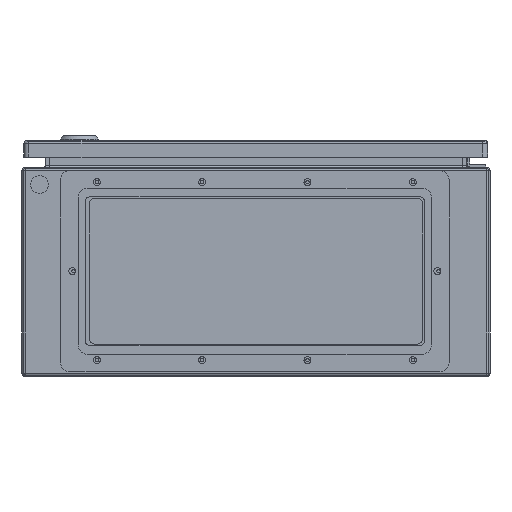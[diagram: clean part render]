
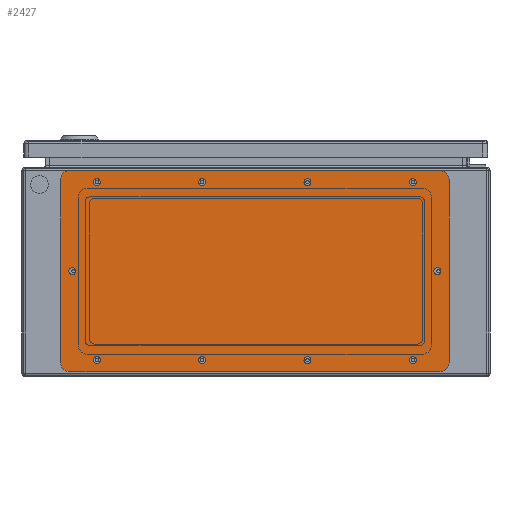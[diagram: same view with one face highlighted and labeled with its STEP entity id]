
A CAD part, front view. The second image highlights one B-rep face of the part: STEP entity #2427.
In plain terms, the highlighted face is planar.
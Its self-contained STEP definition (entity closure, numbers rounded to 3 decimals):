
#1571=FACE_BOUND('',#3590,.T.);
#1572=FACE_BOUND('',#3591,.T.);
#1573=FACE_BOUND('',#3592,.T.);
#1574=FACE_BOUND('',#3593,.T.);
#1575=FACE_BOUND('',#3594,.T.);
#1576=FACE_BOUND('',#3595,.T.);
#1577=FACE_BOUND('',#3596,.T.);
#1578=FACE_BOUND('',#3597,.T.);
#1579=FACE_BOUND('',#3598,.T.);
#1580=FACE_BOUND('',#3599,.T.);
#1581=FACE_BOUND('',#3600,.T.);
#2024=CIRCLE('',#9612,8.);
#2025=CIRCLE('',#9615,8.);
#2026=CIRCLE('',#9618,8.);
#2027=CIRCLE('',#9621,8.);
#2028=CIRCLE('',#9624,3.);
#2029=CIRCLE('',#9625,3.);
#2030=CIRCLE('',#9626,3.);
#2031=CIRCLE('',#9627,3.);
#2032=CIRCLE('',#9628,3.);
#2033=CIRCLE('',#9629,3.);
#2034=CIRCLE('',#9630,3.);
#2035=CIRCLE('',#9631,3.);
#2036=CIRCLE('',#9632,3.);
#2037=CIRCLE('',#9633,3.);
#2427=ADVANCED_FACE('',(#1571,#1572,#1573,#1574,#1575,#1576,#1577,#1578,
#1579,#1580,#1581),#2758,.T.);
#2758=PLANE('',#9634);
#3590=EDGE_LOOP('',(#4775));
#3591=EDGE_LOOP('',(#4776));
#3592=EDGE_LOOP('',(#4777));
#3593=EDGE_LOOP('',(#4778));
#3594=EDGE_LOOP('',(#4779));
#3595=EDGE_LOOP('',(#4780));
#3596=EDGE_LOOP('',(#4781));
#3597=EDGE_LOOP('',(#4782));
#3598=EDGE_LOOP('',(#4783));
#3599=EDGE_LOOP('',(#4784));
#3600=EDGE_LOOP('',(#4785,#4786,#4787,#4788,#4789,#4790,#4791,#4792));
#4775=ORIENTED_EDGE('',*,*,#7294,.F.);
#4776=ORIENTED_EDGE('',*,*,#7295,.F.);
#4777=ORIENTED_EDGE('',*,*,#7296,.F.);
#4778=ORIENTED_EDGE('',*,*,#7297,.F.);
#4779=ORIENTED_EDGE('',*,*,#7298,.F.);
#4780=ORIENTED_EDGE('',*,*,#7299,.F.);
#4781=ORIENTED_EDGE('',*,*,#7300,.F.);
#4782=ORIENTED_EDGE('',*,*,#7301,.F.);
#4783=ORIENTED_EDGE('',*,*,#7302,.F.);
#4784=ORIENTED_EDGE('',*,*,#7303,.F.);
#4785=ORIENTED_EDGE('',*,*,#7279,.T.);
#4786=ORIENTED_EDGE('',*,*,#7282,.T.);
#4787=ORIENTED_EDGE('',*,*,#7284,.T.);
#4788=ORIENTED_EDGE('',*,*,#7286,.T.);
#4789=ORIENTED_EDGE('',*,*,#7288,.T.);
#4790=ORIENTED_EDGE('',*,*,#7290,.T.);
#4791=ORIENTED_EDGE('',*,*,#7292,.T.);
#4792=ORIENTED_EDGE('',*,*,#7293,.T.);
#6405=VERTEX_POINT('',#13565);
#6406=VERTEX_POINT('',#13567);
#6407=VERTEX_POINT('',#13571);
#6408=VERTEX_POINT('',#13575);
#6409=VERTEX_POINT('',#13579);
#6410=VERTEX_POINT('',#13583);
#6411=VERTEX_POINT('',#13587);
#6412=VERTEX_POINT('',#13591);
#6413=VERTEX_POINT('',#13597);
#6414=VERTEX_POINT('',#13599);
#6415=VERTEX_POINT('',#13601);
#6416=VERTEX_POINT('',#13603);
#6417=VERTEX_POINT('',#13605);
#6418=VERTEX_POINT('',#13607);
#6419=VERTEX_POINT('',#13609);
#6420=VERTEX_POINT('',#13611);
#6421=VERTEX_POINT('',#13613);
#6422=VERTEX_POINT('',#13615);
#7279=EDGE_CURVE('',#6406,#6405,#2024,.T.);
#7282=EDGE_CURVE('',#6405,#6407,#8162,.T.);
#7284=EDGE_CURVE('',#6407,#6408,#2025,.T.);
#7286=EDGE_CURVE('',#6408,#6409,#8165,.T.);
#7288=EDGE_CURVE('',#6409,#6410,#2026,.T.);
#7290=EDGE_CURVE('',#6410,#6411,#8168,.T.);
#7292=EDGE_CURVE('',#6411,#6412,#2027,.T.);
#7293=EDGE_CURVE('',#6412,#6406,#8170,.T.);
#7294=EDGE_CURVE('',#6413,#6413,#2028,.T.);
#7295=EDGE_CURVE('',#6414,#6414,#2029,.T.);
#7296=EDGE_CURVE('',#6415,#6415,#2030,.T.);
#7297=EDGE_CURVE('',#6416,#6416,#2031,.T.);
#7298=EDGE_CURVE('',#6417,#6417,#2032,.T.);
#7299=EDGE_CURVE('',#6418,#6418,#2033,.T.);
#7300=EDGE_CURVE('',#6419,#6419,#2034,.T.);
#7301=EDGE_CURVE('',#6420,#6420,#2035,.T.);
#7302=EDGE_CURVE('',#6421,#6421,#2036,.T.);
#7303=EDGE_CURVE('',#6422,#6422,#2037,.T.);
#8162=LINE('',#13572,#8790);
#8165=LINE('',#13580,#8793);
#8168=LINE('',#13588,#8796);
#8170=LINE('',#13594,#8798);
#8790=VECTOR('',#11124,1.);
#8793=VECTOR('',#11133,1.);
#8796=VECTOR('',#11142,1.);
#8798=VECTOR('',#11150,1.);
#9612=AXIS2_PLACEMENT_3D('',#13566,#11118,#11119);
#9615=AXIS2_PLACEMENT_3D('',#13576,#11128,#11129);
#9618=AXIS2_PLACEMENT_3D('',#13584,#11137,#11138);
#9621=AXIS2_PLACEMENT_3D('',#13592,#11146,#11147);
#9624=AXIS2_PLACEMENT_3D('',#13596,#11153,#11154);
#9625=AXIS2_PLACEMENT_3D('',#13598,#11155,#11156);
#9626=AXIS2_PLACEMENT_3D('',#13600,#11157,#11158);
#9627=AXIS2_PLACEMENT_3D('',#13602,#11159,#11160);
#9628=AXIS2_PLACEMENT_3D('',#13604,#11161,#11162);
#9629=AXIS2_PLACEMENT_3D('',#13606,#11163,#11164);
#9630=AXIS2_PLACEMENT_3D('',#13608,#11165,#11166);
#9631=AXIS2_PLACEMENT_3D('',#13610,#11167,#11168);
#9632=AXIS2_PLACEMENT_3D('',#13612,#11169,#11170);
#9633=AXIS2_PLACEMENT_3D('',#13614,#11171,#11172);
#9634=AXIS2_PLACEMENT_3D('',#13616,#11173,#11174);
#11118=DIRECTION('',(0.,0.,-1.));
#11119=DIRECTION('',(1.,0.,0.));
#11124=DIRECTION('',(1.,0.,0.));
#11128=DIRECTION('',(0.,0.,-1.));
#11129=DIRECTION('',(1.,0.,0.));
#11133=DIRECTION('',(0.,-1.,0.));
#11137=DIRECTION('',(0.,0.,-1.));
#11138=DIRECTION('',(1.,0.,0.));
#11142=DIRECTION('',(-1.,0.,0.));
#11146=DIRECTION('',(0.,0.,-1.));
#11147=DIRECTION('',(1.,0.,0.));
#11150=DIRECTION('',(0.,1.,0.));
#11153=DIRECTION('',(0.,0.,-1.));
#11154=DIRECTION('',(-1.,0.,0.));
#11155=DIRECTION('',(0.,0.,-1.));
#11156=DIRECTION('',(-1.,0.,0.));
#11157=DIRECTION('',(0.,0.,-1.));
#11158=DIRECTION('',(-1.,0.,0.));
#11159=DIRECTION('',(0.,0.,-1.));
#11160=DIRECTION('',(-1.,0.,0.));
#11161=DIRECTION('',(0.,0.,-1.));
#11162=DIRECTION('',(-1.,0.,0.));
#11163=DIRECTION('',(0.,0.,-1.));
#11164=DIRECTION('',(-1.,0.,0.));
#11165=DIRECTION('',(0.,0.,-1.));
#11166=DIRECTION('',(-1.,0.,0.));
#11167=DIRECTION('',(0.,0.,-1.));
#11168=DIRECTION('',(-1.,0.,0.));
#11169=DIRECTION('',(0.,0.,-1.));
#11170=DIRECTION('',(-1.,0.,0.));
#11171=DIRECTION('',(0.,0.,-1.));
#11172=DIRECTION('',(-1.,0.,0.));
#11173=DIRECTION('',(0.,0.,-1.));
#11174=DIRECTION('',(-1.,0.,0.));
#13565=CARTESIAN_POINT('',(-158.,86.,-2.));
#13566=CARTESIAN_POINT('',(-158.,78.,-2.));
#13567=CARTESIAN_POINT('',(-166.,78.,-2.));
#13571=CARTESIAN_POINT('',(158.,86.,-2.));
#13572=CARTESIAN_POINT('',(-158.,86.,-2.));
#13575=CARTESIAN_POINT('',(166.,78.,-2.));
#13576=CARTESIAN_POINT('',(158.,78.,-2.));
#13579=CARTESIAN_POINT('',(166.,-78.,-2.));
#13580=CARTESIAN_POINT('',(166.,78.,-2.));
#13583=CARTESIAN_POINT('',(158.,-86.,-2.));
#13584=CARTESIAN_POINT('',(158.,-78.,-2.));
#13587=CARTESIAN_POINT('',(-158.,-86.,-2.));
#13588=CARTESIAN_POINT('',(158.,-86.,-2.));
#13591=CARTESIAN_POINT('',(-166.,-78.,-2.));
#13592=CARTESIAN_POINT('',(-158.,-78.,-2.));
#13594=CARTESIAN_POINT('',(-166.,-78.,-2.));
#13596=CARTESIAN_POINT('',(135.,-76.,-2.));
#13597=CARTESIAN_POINT('',(132.,-76.,-2.));
#13598=CARTESIAN_POINT('',(135.,76.,-2.));
#13599=CARTESIAN_POINT('',(132.,76.,-2.));
#13600=CARTESIAN_POINT('',(45.,-76.,-2.));
#13601=CARTESIAN_POINT('',(42.,-76.,-2.));
#13602=CARTESIAN_POINT('',(45.,76.,-2.));
#13603=CARTESIAN_POINT('',(42.,76.,-2.));
#13604=CARTESIAN_POINT('',(-45.,-76.,-2.));
#13605=CARTESIAN_POINT('',(-48.,-76.,-2.));
#13606=CARTESIAN_POINT('',(-45.,76.,-2.));
#13607=CARTESIAN_POINT('',(-48.,76.,-2.));
#13608=CARTESIAN_POINT('',(-135.,-76.,-2.));
#13609=CARTESIAN_POINT('',(-138.,-76.,-2.));
#13610=CARTESIAN_POINT('',(-135.,76.,-2.));
#13611=CARTESIAN_POINT('',(-138.,76.,-2.));
#13612=CARTESIAN_POINT('',(156.,0.,-2.));
#13613=CARTESIAN_POINT('',(153.,0.,-2.));
#13614=CARTESIAN_POINT('',(-156.,0.,-2.));
#13615=CARTESIAN_POINT('',(-159.,0.,-2.));
#13616=CARTESIAN_POINT('',(-158.,78.,-2.));
